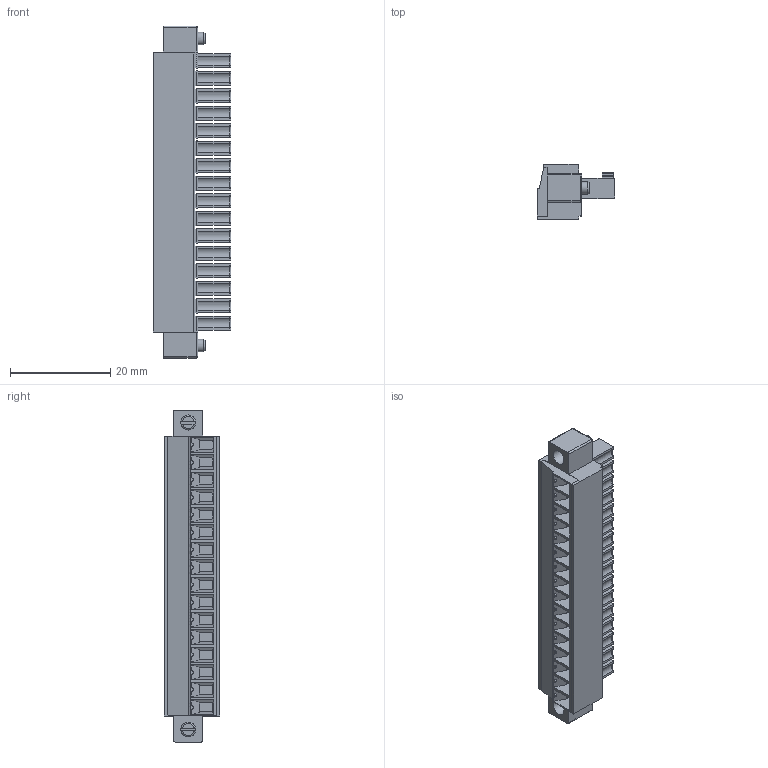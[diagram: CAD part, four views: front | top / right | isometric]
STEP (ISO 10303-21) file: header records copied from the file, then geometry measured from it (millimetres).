
FILE_DESCRIPTION(('STEP AP214'),'1');
FILE_NAME('SH16-3,5-K.stp','2018-11-19T10:56:24',(' '),(' '),'Spatial InterOp 3D',' ',' ');
FILE_SCHEMA(('AUTOMOTIVE_DESIGN { 1 0 10303 214 1 1 1 1 }'));
Length unit declared in the file: metre
Products named in the file (1): 1
Bounding box: 15.5 x 11.1 x 66.4 mm (x, y, z)
Volume: 5660.8 mm3; surface area: 6523.7 mm2
Topology: 1 solids, 1 shells, 1346 faces, 3579 edges, 2281 vertices
Faces by surface type: plane 904, cylinder 304, torus 52, cone 50, sphere 36
Full cylindrical faces by diameter (mm): 1.2 x16, 2.5 x2, 2.8 x16, 3 x18
Entity records: 51640 total; most frequent: CARTESIAN_POINT 8034, ORIENTED_EDGE 6776, DIRECTION 6690, EDGE_CURVE 3388, LINE 2500, VECTOR 2500, VERTEX_POINT 2228, AXIS2_PLACEMENT_3D 2095
